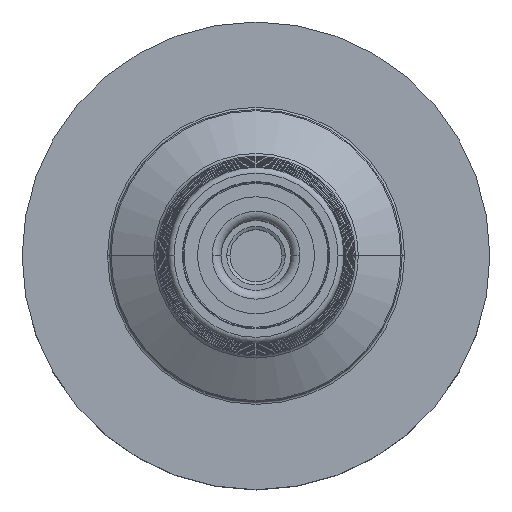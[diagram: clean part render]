
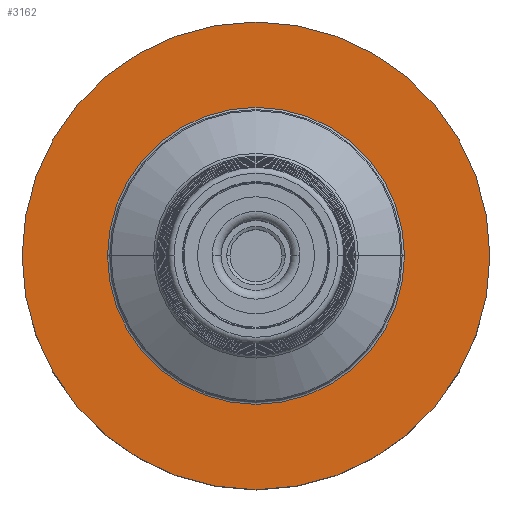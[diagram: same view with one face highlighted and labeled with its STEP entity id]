
A CAD part, top view. The second image highlights one B-rep face of the part: STEP entity #3162.
In plain terms, the highlighted planar face has unit normal (0, 0, 1).
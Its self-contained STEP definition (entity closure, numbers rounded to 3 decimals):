
#851=CARTESIAN_POINT('',(0.,0.,25.95));
#852=DIRECTION('',(0.,0.,1.));
#853=DIRECTION('',(1.,0.,0.));
#854=AXIS2_PLACEMENT_3D('',#851,#852,#853);
#867=CARTESIAN_POINT('',(0.,0.,25.95));
#868=DIRECTION('',(0.,0.,-1.));
#869=DIRECTION('',(1.,0.,0.));
#870=AXIS2_PLACEMENT_3D('',#867,#868,#869);
#1042=CARTESIAN_POINT('',(0.,0.,25.95));
#1043=DIRECTION('',(0.,0.,1.));
#1044=DIRECTION('',(0.,1.,0.));
#1045=AXIS2_PLACEMENT_3D('',#1042,#1043,#1044);
#1117=CARTESIAN_POINT('',(0.,0.,25.95));
#1118=DIRECTION('',(0.,0.,1.));
#1119=DIRECTION('',(0.,-1.,0.));
#1120=AXIS2_PLACEMENT_3D('',#1117,#1118,#1119);
#2249=CARTESIAN_POINT('',(25.4,0.,25.95));
#2250=VERTEX_POINT('',#2249);
#2251=CARTESIAN_POINT('',(-25.4,0.,25.95));
#2252=VERTEX_POINT('',#2251);
#2362=CARTESIAN_POINT('',(0.,-40.,25.95));
#2363=CARTESIAN_POINT('',(0.,40.,25.95));
#2364=VERTEX_POINT('',#2362);
#2365=VERTEX_POINT('',#2363);
#3147=CARTESIAN_POINT('',(0.,0.,25.95));
#3148=DIRECTION('',(0.,0.,-1.));
#3149=DIRECTION('',(0.,-1.,0.));
#3150=AXIS2_PLACEMENT_3D('',#3147,#3148,#3149);
#3151=PLANE('',#3150);
#3153=ORIENTED_EDGE('',*,*,#3152,.F.);
#3155=ORIENTED_EDGE('',*,*,#3154,.F.);
#3156=EDGE_LOOP('',(#3153,#3155));
#3157=FACE_OUTER_BOUND('',#3156,.F.);
#3158=ORIENTED_EDGE('',*,*,#3117,.T.);
#3159=ORIENTED_EDGE('',*,*,#3128,.F.);
#3160=EDGE_LOOP('',(#3158,#3159));
#3161=FACE_BOUND('',#3160,.F.);
#3162=ADVANCED_FACE('',(#3157,#3161),#3151,.F.);
#855=CIRCLE('',#854,25.4);
#871=CIRCLE('',#870,25.4);
#1046=CIRCLE('',#1045,40.);
#1121=CIRCLE('',#1120,40.);
#3117=EDGE_CURVE('',#2250,#2252,#855,.T.);
#3128=EDGE_CURVE('',#2250,#2252,#871,.T.);
#3152=EDGE_CURVE('',#2365,#2364,#1046,.T.);
#3154=EDGE_CURVE('',#2364,#2365,#1121,.T.);
